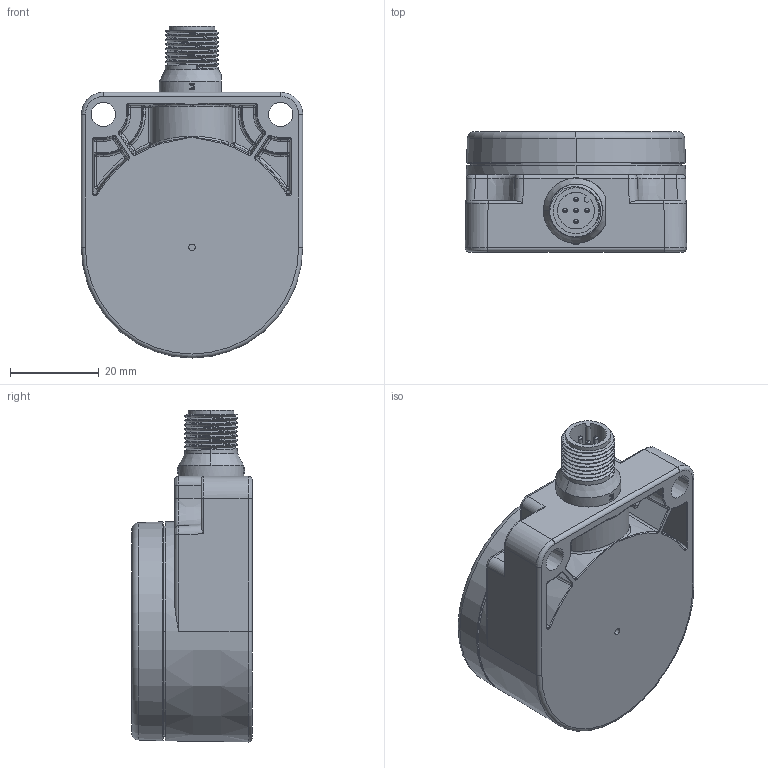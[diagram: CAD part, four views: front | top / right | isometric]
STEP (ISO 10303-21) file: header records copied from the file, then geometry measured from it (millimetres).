
FILE_DESCRIPTION((''),'2;1');
FILE_NAME('233018_SM01_ASM','2024-06-10T14:32:18',('banengservice'),('BANNER ENGINEERING'),'CREO PARAMETRIC BY PTC INC, 2022414','CREO PARAMETRIC BY PTC INC, 2022414','');
FILE_SCHEMA(('CONFIG_CONTROL_DESIGN'));
Length unit declared in the file: millimetre
Products named in the file (2): 233018_EP01_AF0; 233018_SM01_ASM
Assembly tree (1 placements, depth 2):
  233018_SM01_ASM
    233018_EP01_AF0
Bounding box: 49.97 x 27.18 x 74.96 mm (x, y, z)
Volume: 61438.8 mm3; surface area: 14003.9 mm2
Topology: 1 solids, 1 shells, 716 faces, 1828 edges, 1152 vertices
Faces by surface type: cylinder 283, plane 257, bspline 66, cone 38, torus 37, sphere 26, extrusion 9
Entity records: 32550 total; most frequent: CARTESIAN_POINT 15177, ORIENTED_EDGE 3656, DIRECTION 3649, EDGE_CURVE 1828, AXIS2_PLACEMENT_3D 1349, VERTEX_POINT 1152, VECTOR 951, LINE 942
